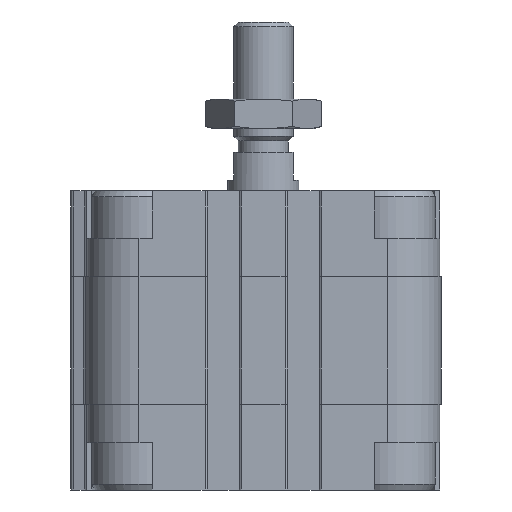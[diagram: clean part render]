
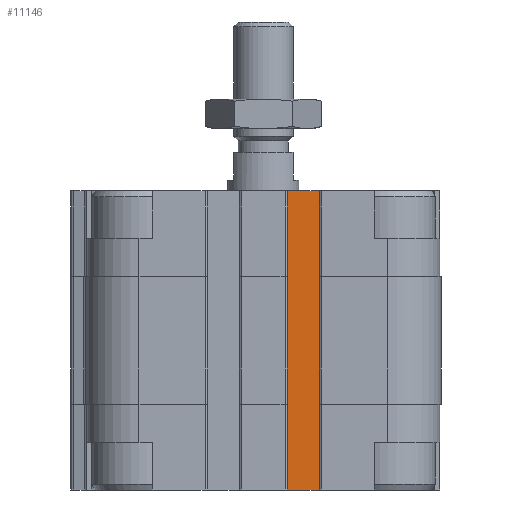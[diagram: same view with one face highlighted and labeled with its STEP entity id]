
A CAD part, left-side view. The second image highlights one B-rep face of the part: STEP entity #11146.
In plain terms, the highlighted face is planar.
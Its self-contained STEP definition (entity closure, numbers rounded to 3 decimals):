
#153=LINE('',#16796,#1195);
#350=LINE('',#17488,#1392);
#351=LINE('',#17490,#1393);
#352=LINE('',#17492,#1394);
#1195=VECTOR('',#13084,1000.);
#1392=VECTOR('',#13687,1000.);
#1393=VECTOR('',#13690,1000.);
#1394=VECTOR('',#13691,1000.);
#2194=PLANE('',#12019);
#3667=ORIENTED_EDGE('',*,*,#6516,.F.);
#3668=ORIENTED_EDGE('',*,*,#6856,.F.);
#3669=ORIENTED_EDGE('',*,*,#6857,.T.);
#3670=ORIENTED_EDGE('',*,*,#6858,.T.);
#6516=EDGE_CURVE('',#8155,#8156,#153,.T.);
#6856=EDGE_CURVE('',#8447,#8155,#350,.T.);
#6857=EDGE_CURVE('',#8447,#8448,#351,.T.);
#6858=EDGE_CURVE('',#8448,#8156,#352,.T.);
#8155=VERTEX_POINT('',#16795);
#8156=VERTEX_POINT('',#16797);
#8447=VERTEX_POINT('',#17487);
#8448=VERTEX_POINT('',#17491);
#9584=EDGE_LOOP('',(#3667,#3668,#3669,#3670));
#10354=FACE_BOUND('',#9584,.T.);
#11146=ADVANCED_FACE('',(#10354),#2194,.T.);
#12019=AXIS2_PLACEMENT_3D('',#17489,#13688,#13689);
#13084=DIRECTION('',(0.,1.,0.));
#13687=DIRECTION('',(0.,0.,1.));
#13688=DIRECTION('',(1.,0.,0.));
#13689=DIRECTION('',(0.,0.,-1.));
#13690=DIRECTION('',(0.,1.,0.));
#13691=DIRECTION('',(0.,0.,1.));
#16795=CARTESIAN_POINT('',(25.,3.75,0.));
#16796=CARTESIAN_POINT('',(25.,3.75,0.));
#16797=CARTESIAN_POINT('',(25.,9.75,0.));
#17487=CARTESIAN_POINT('',(25.,3.75,-50.5));
#17488=CARTESIAN_POINT('',(25.,3.75,-14.5));
#17489=CARTESIAN_POINT('',(25.,3.75,-14.5));
#17490=CARTESIAN_POINT('',(25.,3.75,-50.5));
#17491=CARTESIAN_POINT('',(25.,9.75,-50.5));
#17492=CARTESIAN_POINT('',(25.,9.75,-14.5));
